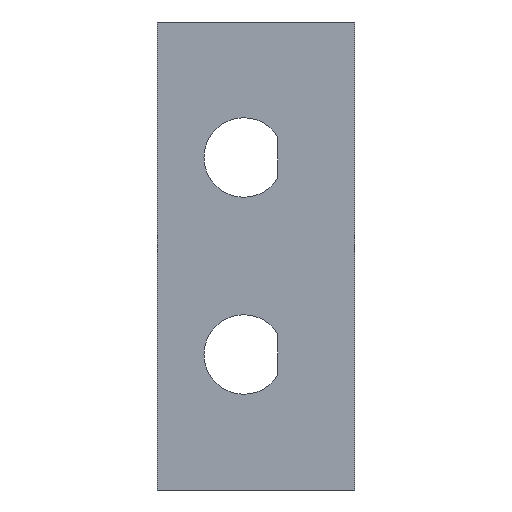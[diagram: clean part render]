
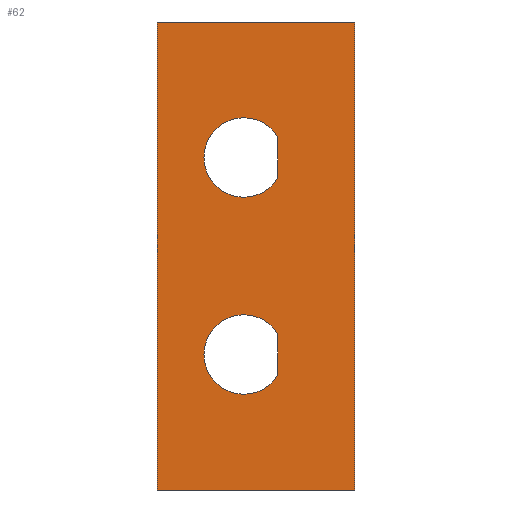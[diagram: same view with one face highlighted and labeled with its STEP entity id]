
A CAD part, left-side view. The second image highlights one B-rep face of the part: STEP entity #62.
In plain terms, the highlighted planar face has unit normal (-1, 0, 0).
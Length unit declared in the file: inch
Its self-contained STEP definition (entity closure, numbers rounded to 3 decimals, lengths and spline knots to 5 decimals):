
#6 = CIRCLE ( 'NONE', #372, 0.4035 ) ;
#14 = DIRECTION ( 'NONE',  ( 0., 0., -1. ) ) ;
#16 = PLANE ( 'NONE',  #258 ) ;
#26 = CARTESIAN_POINT ( 'NONE',  ( 3.875, 1.125, -1. ) ) ;
#27 = CARTESIAN_POINT ( 'NONE',  ( 3.875, 1.125, 1. ) ) ;
#42 = CARTESIAN_POINT ( 'NONE',  ( 3.875, 1.125, -0.5965 ) ) ;
#45 = CARTESIAN_POINT ( 'NONE',  ( 3.875, 1.125, -1. ) ) ;
#50 = ORIENTED_EDGE ( 'NONE', *, *, #112, .F. ) ;
#55 = CARTESIAN_POINT ( 'NONE',  ( 3.875, 1.125, -1.4035 ) ) ;
#62 = ADVANCED_FACE ( 'NONE', ( #291, #263, #71 ), #16, .F. ) ;
#64 = VERTEX_POINT ( 'NONE', #149 ) ;
#65 = EDGE_CURVE ( 'NONE', #64, #106, #354, .T. ) ;
#71 = FACE_OUTER_BOUND ( 'NONE', #190, .T. ) ;
#77 = ORIENTED_EDGE ( 'NONE', *, *, #177, .F. ) ;
#84 = DIRECTION ( 'NONE',  ( 0., 0., -1. ) ) ;
#88 = CARTESIAN_POINT ( 'NONE',  ( 3.875, 0., 2.25 ) ) ;
#89 = CARTESIAN_POINT ( 'NONE',  ( 3.875, 1.125, 1. ) ) ;
#90 = EDGE_CURVE ( 'NONE', #388, #440, #431, .T. ) ;
#104 = DIRECTION ( 'NONE',  ( 0., 0., -1. ) ) ;
#105 = ORIENTED_EDGE ( 'NONE', *, *, #302, .F. ) ;
#106 = VERTEX_POINT ( 'NONE', #160 ) ;
#110 = LINE ( 'NONE', #183, #379 ) ;
#111 = VECTOR ( 'NONE', #127, 39.37008 ) ;
#112 = EDGE_CURVE ( 'NONE', #324, #438, #208, .T. ) ;
#122 = DIRECTION ( 'NONE',  ( 0., 0., -1. ) ) ;
#123 = ORIENTED_EDGE ( 'NONE', *, *, #352, .F. ) ;
#125 = DIRECTION ( 'NONE',  ( -1., 0., 0. ) ) ;
#127 = DIRECTION ( 'NONE',  ( 0., 0., 1. ) ) ;
#134 = CARTESIAN_POINT ( 'NONE',  ( 3.875, 2., 2.25 ) ) ;
#149 = CARTESIAN_POINT ( 'NONE',  ( 3.875, 0., 2.375 ) ) ;
#152 = DIRECTION ( 'NONE',  ( 0., 0., -1. ) ) ;
#154 = VERTEX_POINT ( 'NONE', #55 ) ;
#156 = EDGE_CURVE ( 'NONE', #375, #199, #6, .T. ) ;
#160 = CARTESIAN_POINT ( 'NONE',  ( 3.875, 0., -2.375 ) ) ;
#166 = ORIENTED_EDGE ( 'NONE', *, *, #65, .F. ) ;
#176 = ORIENTED_EDGE ( 'NONE', *, *, #279, .T. ) ;
#177 = EDGE_CURVE ( 'NONE', #154, #324, #444, .T. ) ;
#183 = CARTESIAN_POINT ( 'NONE',  ( 3.875, 0., 2.375 ) ) ;
#185 = VECTOR ( 'NONE', #420, 39.37008 ) ;
#187 = DIRECTION ( 'NONE',  ( 1., 0., 0. ) ) ;
#189 = CARTESIAN_POINT ( 'NONE',  ( 3.875, 0., 2.25 ) ) ;
#190 = EDGE_LOOP ( 'NONE', ( #390, #343, #166, #176 ) ) ;
#195 = VERTEX_POINT ( 'NONE', #421 ) ;
#199 = VERTEX_POINT ( 'NONE', #238 ) ;
#208 = LINE ( 'NONE', #450, #111 ) ;
#216 = VERTEX_POINT ( 'NONE', #42 ) ;
#238 = CARTESIAN_POINT ( 'NONE',  ( 3.875, 1.125, 0.5965 ) ) ;
#239 = ORIENTED_EDGE ( 'NONE', *, *, #257, .F. ) ;
#244 = AXIS2_PLACEMENT_3D ( 'NONE', #278, #385, #152 ) ;
#247 = CIRCLE ( 'NONE', #422, 0.4035 ) ;
#254 = EDGE_LOOP ( 'NONE', ( #239, #376, #472, #105 ) ) ;
#257 = EDGE_CURVE ( 'NONE', #195, #473, #400, .T. ) ;
#258 = AXIS2_PLACEMENT_3D ( 'NONE', #88, #187, #14 ) ;
#262 = DIRECTION ( 'NONE',  ( 0., 1., 0. ) ) ;
#263 = FACE_BOUND ( 'NONE', #254, .T. ) ;
#273 = CARTESIAN_POINT ( 'NONE',  ( 3.875, 0.781, -1.21089 ) ) ;
#278 = CARTESIAN_POINT ( 'NONE',  ( 3.875, 1.125, 1. ) ) ;
#279 = EDGE_CURVE ( 'NONE', #64, #388, #110, .T. ) ;
#281 = CIRCLE ( 'NONE', #244, 0.4035 ) ;
#291 = FACE_BOUND ( 'NONE', #361, .T. ) ;
#295 = AXIS2_PLACEMENT_3D ( 'NONE', #89, #346, #122 ) ;
#301 = CARTESIAN_POINT ( 'NONE',  ( 3.875, 0.781, 0. ) ) ;
#302 = EDGE_CURVE ( 'NONE', #473, #375, #281, .T. ) ;
#304 = DIRECTION ( 'NONE',  ( -1., 0., 0. ) ) ;
#307 = CARTESIAN_POINT ( 'NONE',  ( 3.875, 0., -2.375 ) ) ;
#313 = EDGE_CURVE ( 'NONE', #199, #195, #370, .T. ) ;
#315 = DIRECTION ( 'NONE',  ( 0., 0., -1. ) ) ;
#317 = DIRECTION ( 'NONE',  ( -1., 0., 0. ) ) ;
#321 = VECTOR ( 'NONE', #493, 39.37008 ) ;
#324 = VERTEX_POINT ( 'NONE', #273 ) ;
#339 = CARTESIAN_POINT ( 'NONE',  ( 3.875, 0.781, -0.78911 ) ) ;
#340 = CARTESIAN_POINT ( 'NONE',  ( 3.875, 0.781, 1.21089 ) ) ;
#343 = ORIENTED_EDGE ( 'NONE', *, *, #457, .F. ) ;
#346 = DIRECTION ( 'NONE',  ( -1., 0., 0. ) ) ;
#349 = CARTESIAN_POINT ( 'NONE',  ( 3.875, 1.125, -1. ) ) ;
#350 = CARTESIAN_POINT ( 'NONE',  ( 3.875, 1.125, 1.4035 ) ) ;
#352 = EDGE_CURVE ( 'NONE', #438, #216, #355, .T. ) ;
#354 = LINE ( 'NONE', #189, #494 ) ;
#355 = CIRCLE ( 'NONE', #374, 0.4035 ) ;
#359 = DIRECTION ( 'NONE',  ( 0., 0., -1. ) ) ;
#361 = EDGE_LOOP ( 'NONE', ( #50, #77, #410, #123 ) ) ;
#370 = CIRCLE ( 'NONE', #295, 0.4035 ) ;
#372 = AXIS2_PLACEMENT_3D ( 'NONE', #27, #317, #315 ) ;
#374 = AXIS2_PLACEMENT_3D ( 'NONE', #349, #125, #391 ) ;
#375 = VERTEX_POINT ( 'NONE', #350 ) ;
#376 = ORIENTED_EDGE ( 'NONE', *, *, #313, .F. ) ;
#379 = VECTOR ( 'NONE', #262, 39.37008 ) ;
#382 = DIRECTION ( 'NONE',  ( 0., 1., 0. ) ) ;
#385 = DIRECTION ( 'NONE',  ( -1., 0., 0. ) ) ;
#388 = VERTEX_POINT ( 'NONE', #394 ) ;
#390 = ORIENTED_EDGE ( 'NONE', *, *, #90, .T. ) ;
#391 = DIRECTION ( 'NONE',  ( 0., 0., -1. ) ) ;
#394 = CARTESIAN_POINT ( 'NONE',  ( 3.875, 2., 2.375 ) ) ;
#400 = LINE ( 'NONE', #301, #185 ) ;
#410 = ORIENTED_EDGE ( 'NONE', *, *, #411, .F. ) ;
#411 = EDGE_CURVE ( 'NONE', #216, #154, #247, .T. ) ;
#420 = DIRECTION ( 'NONE',  ( 0., 0., 1. ) ) ;
#421 = CARTESIAN_POINT ( 'NONE',  ( 3.875, 0.781, 0.78911 ) ) ;
#422 = AXIS2_PLACEMENT_3D ( 'NONE', #45, #304, #84 ) ;
#428 = AXIS2_PLACEMENT_3D ( 'NONE', #26, #486, #359 ) ;
#431 = LINE ( 'NONE', #134, #321 ) ;
#438 = VERTEX_POINT ( 'NONE', #339 ) ;
#439 = LINE ( 'NONE', #307, #452 ) ;
#440 = VERTEX_POINT ( 'NONE', #469 ) ;
#444 = CIRCLE ( 'NONE', #428, 0.4035 ) ;
#450 = CARTESIAN_POINT ( 'NONE',  ( 3.875, 0.781, 0. ) ) ;
#452 = VECTOR ( 'NONE', #382, 39.37008 ) ;
#457 = EDGE_CURVE ( 'NONE', #106, #440, #439, .T. ) ;
#469 = CARTESIAN_POINT ( 'NONE',  ( 3.875, 2., -2.375 ) ) ;
#472 = ORIENTED_EDGE ( 'NONE', *, *, #156, .F. ) ;
#473 = VERTEX_POINT ( 'NONE', #340 ) ;
#486 = DIRECTION ( 'NONE',  ( -1., 0., 0. ) ) ;
#493 = DIRECTION ( 'NONE',  ( 0., 0., -1. ) ) ;
#494 = VECTOR ( 'NONE', #104, 39.37008 ) ;
